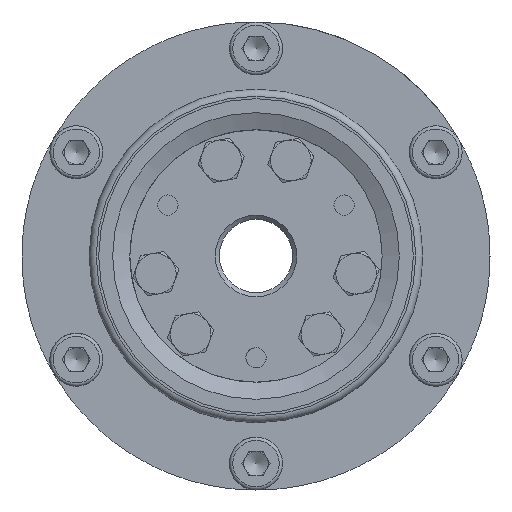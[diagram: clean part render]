
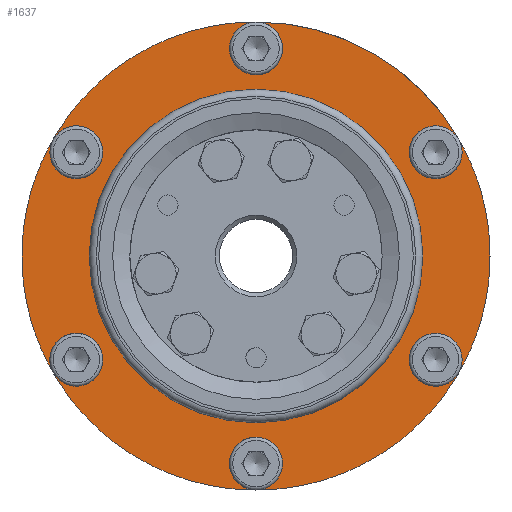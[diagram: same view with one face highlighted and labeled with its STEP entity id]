
A CAD part, left-side view. The second image highlights one B-rep face of the part: STEP entity #1637.
In plain terms, the highlighted planar face has unit normal (-1, 0, 0).
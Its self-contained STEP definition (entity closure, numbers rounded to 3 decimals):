
#1637 = ADVANCED_FACE( '', ( #3665, #3666 ), #3667, .F. );
#3665 = FACE_OUTER_BOUND( '', #5982, .T. );
#3666 = FACE_BOUND( '', #5983, .T. );
#3667 = PLANE( '', #5984 );
#5982 = EDGE_LOOP( '', ( #10370, #10371, #10372, #10373, #10374, #10375, #10376, #10377, #10378, #10379, #10380, #10381 ) );
#5983 = EDGE_LOOP( '', ( #10382 ) );
#5984 = AXIS2_PLACEMENT_3D( '', #10383, #10384, #10385 );
#10370 = ORIENTED_EDGE( '', *, *, #13139, .F. );
#10371 = ORIENTED_EDGE( '', *, *, #13140, .T. );
#10372 = ORIENTED_EDGE( '', *, *, #12790, .F. );
#10373 = ORIENTED_EDGE( '', *, *, #13141, .T. );
#10374 = ORIENTED_EDGE( '', *, *, #12395, .F. );
#10375 = ORIENTED_EDGE( '', *, *, #13142, .T. );
#10376 = ORIENTED_EDGE( '', *, *, #13143, .F. );
#10377 = ORIENTED_EDGE( '', *, *, #13144, .T. );
#10378 = ORIENTED_EDGE( '', *, *, #13145, .F. );
#10379 = ORIENTED_EDGE( '', *, *, #13146, .T. );
#10380 = ORIENTED_EDGE( '', *, *, #12435, .F. );
#10381 = ORIENTED_EDGE( '', *, *, #13147, .T. );
#10382 = ORIENTED_EDGE( '', *, *, #12322, .F. );
#10383 = CARTESIAN_POINT( '', ( -11.5, 0., 57.5 ) );
#10384 = DIRECTION( '', ( 1., 0., 0. ) );
#10385 = DIRECTION( '', ( 0., 1., 0. ) );
#12322 = EDGE_CURVE( '', #14725, #14725, #14726, .T. );
#12395 = EDGE_CURVE( '', #14838, #14838, #14839, .T. );
#12435 = EDGE_CURVE( '', #14888, #14888, #14889, .T. );
#12790 = EDGE_CURVE( '', #15387, #15387, #15388, .T. );
#13139 = EDGE_CURVE( '', #15819, #15819, #15820, .T. );
#13140 = EDGE_CURVE( '', #15819, #15387, #15821, .T. );
#13141 = EDGE_CURVE( '', #15387, #14838, #15822, .T. );
#13142 = EDGE_CURVE( '', #14838, #15823, #15824, .T. );
#13143 = EDGE_CURVE( '', #15823, #15823, #15825, .T. );
#13144 = EDGE_CURVE( '', #15823, #15826, #15827, .T. );
#13145 = EDGE_CURVE( '', #15826, #15826, #15828, .T. );
#13146 = EDGE_CURVE( '', #15826, #14888, #15829, .T. );
#13147 = EDGE_CURVE( '', #14888, #15819, #15830, .T. );
#14725 = VERTEX_POINT( '', #18809 );
#14726 = CIRCLE( '', #18810, 38.65 );
#14838 = VERTEX_POINT( '', #18975 );
#14839 = CIRCLE( '', #18976, 6.5 );
#14888 = VERTEX_POINT( '', #19047 );
#14889 = CIRCLE( '', #19048, 6.5 );
#15387 = VERTEX_POINT( '', #20277 );
#15388 = CIRCLE( '', #20278, 6.5 );
#15819 = VERTEX_POINT( '', #21166 );
#15820 = CIRCLE( '', #21167, 6.5 );
#15821 = CIRCLE( '', #21168, 57.5 );
#15822 = CIRCLE( '', #21169, 57.5 );
#15823 = VERTEX_POINT( '', #21170 );
#15824 = CIRCLE( '', #21171, 57.5 );
#15825 = CIRCLE( '', #21172, 6.5 );
#15826 = VERTEX_POINT( '', #21173 );
#15827 = CIRCLE( '', #21174, 57.5 );
#15828 = CIRCLE( '', #21175, 6.5 );
#15829 = CIRCLE( '', #21176, 57.5 );
#15830 = CIRCLE( '', #21177, 57.5 );
#18809 = CARTESIAN_POINT( '', ( -11.5, 0., -38.65 ) );
#18810 = AXIS2_PLACEMENT_3D( '', #22583, #22584, #22585 );
#18975 = CARTESIAN_POINT( '', ( -11.5, 49.796, 28.75 ) );
#18976 = AXIS2_PLACEMENT_3D( '', #22681, #22682, #22683 );
#19047 = CARTESIAN_POINT( '', ( -11.5, -49.796, -28.75 ) );
#19048 = AXIS2_PLACEMENT_3D( '', #22730, #22731, #22732 );
#20277 = CARTESIAN_POINT( '', ( -11.5, 0., 57.5 ) );
#20278 = AXIS2_PLACEMENT_3D( '', #23129, #23130, #23131 );
#21166 = CARTESIAN_POINT( '', ( -11.5, -49.796, 28.75 ) );
#21167 = AXIS2_PLACEMENT_3D( '', #23472, #23473, #23474 );
#21168 = AXIS2_PLACEMENT_3D( '', #23475, #23476, #23477 );
#21169 = AXIS2_PLACEMENT_3D( '', #23478, #23479, #23480 );
#21170 = CARTESIAN_POINT( '', ( -11.5, 49.796, -28.75 ) );
#21171 = AXIS2_PLACEMENT_3D( '', #23481, #23482, #23483 );
#21172 = AXIS2_PLACEMENT_3D( '', #23484, #23485, #23486 );
#21173 = CARTESIAN_POINT( '', ( -11.5, 0., -57.5 ) );
#21174 = AXIS2_PLACEMENT_3D( '', #23487, #23488, #23489 );
#21175 = AXIS2_PLACEMENT_3D( '', #23490, #23491, #23492 );
#21176 = AXIS2_PLACEMENT_3D( '', #23493, #23494, #23495 );
#21177 = AXIS2_PLACEMENT_3D( '', #23496, #23497, #23498 );
#22583 = CARTESIAN_POINT( '', ( -11.5, 0., 0. ) );
#22584 = DIRECTION( '', ( -1., 0., 0. ) );
#22585 = DIRECTION( '', ( 0., 0., -1. ) );
#22681 = CARTESIAN_POINT( '', ( -11.5, 44.167, 25.5 ) );
#22682 = DIRECTION( '', ( -1., 0., 0. ) );
#22683 = DIRECTION( '', ( 0., 0., -1. ) );
#22730 = CARTESIAN_POINT( '', ( -11.5, -44.167, -25.5 ) );
#22731 = DIRECTION( '', ( -1., 0., 0. ) );
#22732 = DIRECTION( '', ( 0., 0., -1. ) );
#23129 = CARTESIAN_POINT( '', ( -11.5, 0., 51. ) );
#23130 = DIRECTION( '', ( -1., 0., 0. ) );
#23131 = DIRECTION( '', ( 0., 0., -1. ) );
#23472 = CARTESIAN_POINT( '', ( -11.5, -44.167, 25.5 ) );
#23473 = DIRECTION( '', ( -1., 0., 0. ) );
#23474 = DIRECTION( '', ( 0., 0., -1. ) );
#23475 = CARTESIAN_POINT( '', ( -11.5, 0., 0. ) );
#23476 = DIRECTION( '', ( -1., 0., 0. ) );
#23477 = DIRECTION( '', ( 0., 0., -1. ) );
#23478 = CARTESIAN_POINT( '', ( -11.5, 0., 0. ) );
#23479 = DIRECTION( '', ( -1., 0., 0. ) );
#23480 = DIRECTION( '', ( 0., 0., -1. ) );
#23481 = CARTESIAN_POINT( '', ( -11.5, 0., 0. ) );
#23482 = DIRECTION( '', ( -1., 0., 0. ) );
#23483 = DIRECTION( '', ( 0., 0., -1. ) );
#23484 = CARTESIAN_POINT( '', ( -11.5, 44.167, -25.5 ) );
#23485 = DIRECTION( '', ( -1., 0., 0. ) );
#23486 = DIRECTION( '', ( 0., 0., -1. ) );
#23487 = CARTESIAN_POINT( '', ( -11.5, 0., 0. ) );
#23488 = DIRECTION( '', ( -1., 0., 0. ) );
#23489 = DIRECTION( '', ( 0., 0., -1. ) );
#23490 = CARTESIAN_POINT( '', ( -11.5, 0., -51. ) );
#23491 = DIRECTION( '', ( -1., 0., 0. ) );
#23492 = DIRECTION( '', ( 0., 0., -1. ) );
#23493 = CARTESIAN_POINT( '', ( -11.5, 0., 0. ) );
#23494 = DIRECTION( '', ( -1., 0., 0. ) );
#23495 = DIRECTION( '', ( 0., 0., -1. ) );
#23496 = CARTESIAN_POINT( '', ( -11.5, 0., 0. ) );
#23497 = DIRECTION( '', ( -1., 0., 0. ) );
#23498 = DIRECTION( '', ( 0., 0., -1. ) );
